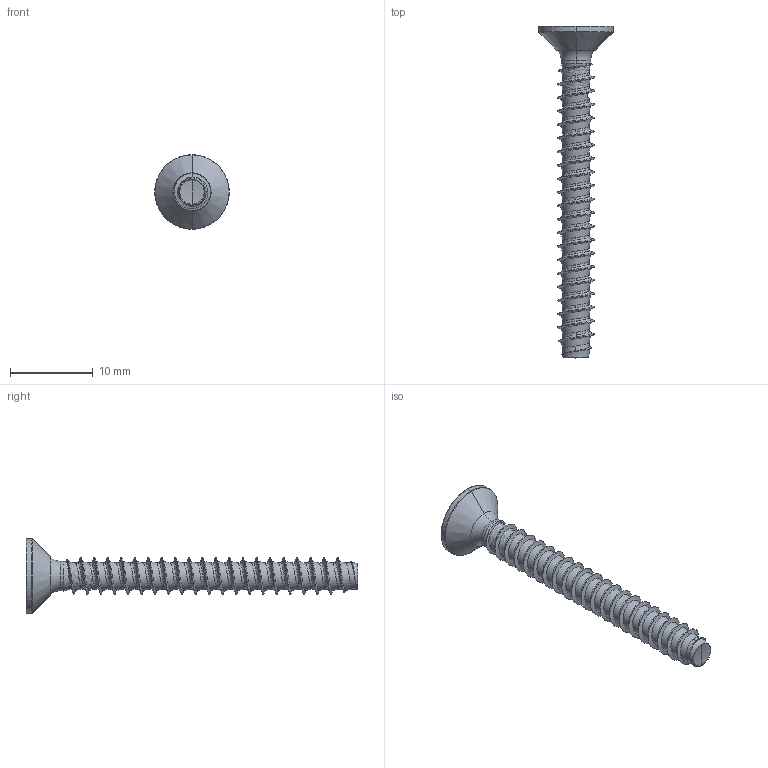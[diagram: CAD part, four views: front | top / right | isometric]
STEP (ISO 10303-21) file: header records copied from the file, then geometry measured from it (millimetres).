
FILE_DESCRIPTION (( 'STEP AP203' ), '1' );
FILE_NAME ('STP330450400.STEP', '2017-08-15T16:38:25', ( '' ), ( '' ), 'SwSTEP 2.0', 'SolidWorks 2015', '' );
FILE_SCHEMA (( 'CONFIG_CONTROL_DESIGN' ));
Length unit declared in the file: millimetre
Products named in the file (1): STP330450400
Bounding box: 9 x 40 x 9 mm (x, y, z)
Volume: 466.7 mm3; surface area: 794.9 mm2
Topology: 1 solids, 1 shells, 206 faces, 486 edges, 282 vertices
Faces by surface type: cylinder 90, bspline 51, sphere 26, plane 22, cone 11, torus 6
Entity records: 37471 total; most frequent: CARTESIAN_POINT 33263, ORIENTED_EDGE 968, DIRECTION 739, EDGE_CURVE 484, AXIS2_PLACEMENT_3D 297, VERTEX_POINT 282, EDGE_LOOP 208, FACE_OUTER_BOUND 206
